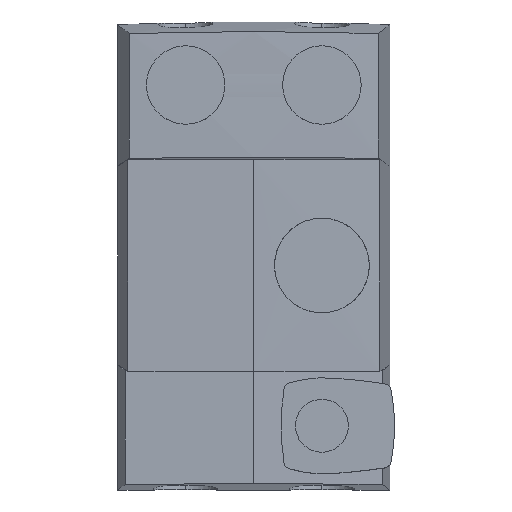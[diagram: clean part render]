
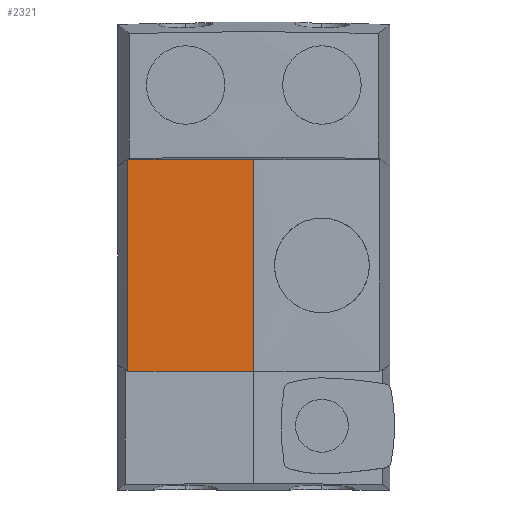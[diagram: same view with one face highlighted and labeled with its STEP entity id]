
A CAD part, top view. The second image highlights one B-rep face of the part: STEP entity #2321.
In plain terms, the highlighted cylindrical face has radius 2500 mm (diameter 5000 mm), a partial arc.
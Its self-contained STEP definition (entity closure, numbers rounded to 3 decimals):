
#195 = ORIENTED_EDGE ( 'NONE', *, *, #2466, .F. ) ;
#519 = CARTESIAN_POINT ( 'NONE',  ( -77.06, 97.402, 94.292 ) ) ;
#1038 = VERTEX_POINT ( 'NONE', #2393 ) ;
#1066 = CARTESIAN_POINT ( 'NONE',  ( -38.53, -97.525, 95.182 ) ) ;
#1349 = CARTESIAN_POINT ( 'NONE',  ( 0., 97.525, 95.182 ) ) ;
#1431 = DIRECTION ( 'NONE',  ( 0., 1., 0. ) ) ;
#1461 = EDGE_CURVE ( 'NONE', #3467, #3971, #2386, .T. ) ;
#1833 = LINE ( 'NONE', #3274, #4178 ) ;
#2017 = CARTESIAN_POINT ( 'NONE',  ( -77.06, -97.402, 94.292 ) ) ;
#2204 = EDGE_CURVE ( 'NONE', #3971, #1038, #1833, .T. ) ;
#2321 = ADVANCED_FACE ( 'NONE', ( #5678 ), #6659, .T. ) ;
#2386 = B_SPLINE_CURVE_WITH_KNOTS ( 'NONE', 3,
 ( #5795, #1066, #2017, #3146 ),
 .UNSPECIFIED., .F., .F.,
 ( 4, 4 ),
 ( 0.116, 0.231 ),
 .UNSPECIFIED. ) ;
#2393 = CARTESIAN_POINT ( 'NONE',  ( -115.59, 97.161, 92.508 ) ) ;
#2466 = EDGE_CURVE ( 'NONE', #1038, #4728, #5253, .T. ) ;
#2815 = LINE ( 'NONE', #5833, #3869 ) ;
#2926 = CARTESIAN_POINT ( 'NONE',  ( -115.59, -97.161, 92.508 ) ) ;
#3042 = EDGE_CURVE ( 'NONE', #3467, #4728, #2815, .T. ) ;
#3146 = CARTESIAN_POINT ( 'NONE',  ( -115.59, -97.161, 92.508 ) ) ;
#3163 = EDGE_LOOP ( 'NONE', ( #3898, #5084, #195, #5531 ) ) ;
#3274 = CARTESIAN_POINT ( 'NONE',  ( -115.59, -105., 92.508 ) ) ;
#3467 = VERTEX_POINT ( 'NONE', #6127 ) ;
#3540 = CARTESIAN_POINT ( 'NONE',  ( 0., -105., -2404.818 ) ) ;
#3742 = DIRECTION ( 'NONE',  ( 0., 1., 0. ) ) ;
#3869 = VECTOR ( 'NONE', #3742, 1000. ) ;
#3898 = ORIENTED_EDGE ( 'NONE', *, *, #1461, .F. ) ;
#3971 = VERTEX_POINT ( 'NONE', #2926 ) ;
#4057 = DIRECTION ( 'NONE',  ( 0., 0., 1. ) ) ;
#4178 = VECTOR ( 'NONE', #4924, 1000. ) ;
#4261 = CARTESIAN_POINT ( 'NONE',  ( 0., 97.525, 95.182 ) ) ;
#4298 = AXIS2_PLACEMENT_3D ( 'NONE', #3540, #1431, #4057 ) ;
#4728 = VERTEX_POINT ( 'NONE', #1349 ) ;
#4924 = DIRECTION ( 'NONE',  ( 0., 1., 0. ) ) ;
#5084 = ORIENTED_EDGE ( 'NONE', *, *, #3042, .T. ) ;
#5253 = B_SPLINE_CURVE_WITH_KNOTS ( 'NONE', 3,
 ( #5872, #519, #5808, #4261 ),
 .UNSPECIFIED., .F., .F.,
 ( 4, 4 ),
 ( 0., 0.116 ),
 .UNSPECIFIED. ) ;
#5531 = ORIENTED_EDGE ( 'NONE', *, *, #2204, .F. ) ;
#5678 = FACE_OUTER_BOUND ( 'NONE', #3163, .T. ) ;
#5795 = CARTESIAN_POINT ( 'NONE',  ( 0., -97.525, 95.182 ) ) ;
#5808 = CARTESIAN_POINT ( 'NONE',  ( -38.53, 97.525, 95.182 ) ) ;
#5833 = CARTESIAN_POINT ( 'NONE',  ( 0., -105., 95.182 ) ) ;
#5872 = CARTESIAN_POINT ( 'NONE',  ( -115.59, 97.161, 92.508 ) ) ;
#6127 = CARTESIAN_POINT ( 'NONE',  ( 0., -97.525, 95.182 ) ) ;
#6659 = CYLINDRICAL_SURFACE ( 'NONE', #4298, 2500. ) ;
